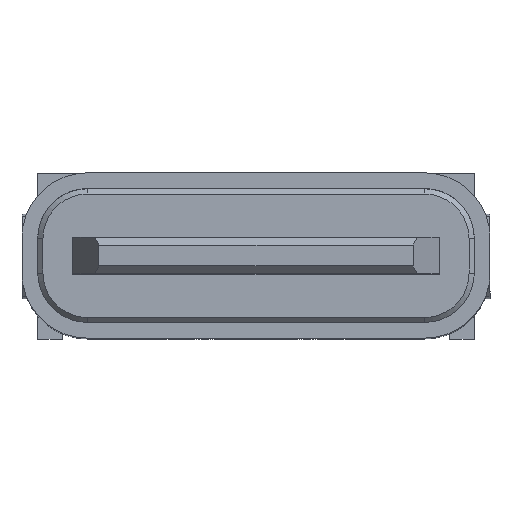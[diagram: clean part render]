
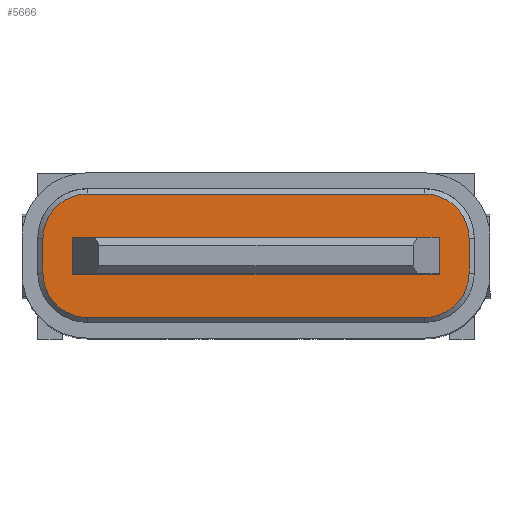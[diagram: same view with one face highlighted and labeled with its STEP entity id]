
A CAD part, top view. The second image highlights one B-rep face of the part: STEP entity #5666.
In plain terms, the highlighted planar face has unit normal (0, 0, 1).
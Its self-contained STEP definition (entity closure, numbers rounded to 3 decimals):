
#452 = VERTEX_POINT ( 'NONE', #14369 ) ;
#582 = ORIENTED_EDGE ( 'NONE', *, *, #14765, .T. ) ;
#628 = ORIENTED_EDGE ( 'NONE', *, *, #18829, .F. ) ;
#926 = VERTEX_POINT ( 'NONE', #16024 ) ;
#992 = CARTESIAN_POINT ( 'NONE',  ( 3.22, 1.18, 1.775 ) ) ;
#1220 = EDGE_LOOP ( 'NONE', ( #628, #8718, #19696, #1523 ) ) ;
#1523 = ORIENTED_EDGE ( 'NONE', *, *, #15740, .F. ) ;
#2149 = DIRECTION ( 'NONE',  ( 0., 0., 1. ) ) ;
#2173 = CARTESIAN_POINT ( 'NONE',  ( 3.5, -0.35, 1.775 ) ) ;
#2434 = VECTOR ( 'NONE', #12779, 1000. ) ;
#2461 = EDGE_LOOP ( 'NONE', ( #5858, #9438, #3003, #13384, #19131, #16614, #582, #8095 ) ) ;
#3003 = ORIENTED_EDGE ( 'NONE', *, *, #17263, .T. ) ;
#3217 = CIRCLE ( 'NONE', #15121, 0.85 ) ;
#3517 = CARTESIAN_POINT ( 'NONE',  ( 4.07, -0.33, 1.775 ) ) ;
#3770 = CARTESIAN_POINT ( 'NONE',  ( 3.5, 0.35, 1.775 ) ) ;
#3892 = VECTOR ( 'NONE', #20642, 1000. ) ;
#4059 = CARTESIAN_POINT ( 'NONE',  ( -3.5, 0.35, 1.775 ) ) ;
#4299 = CARTESIAN_POINT ( 'NONE',  ( -4.07, -0.33, 1.775 ) ) ;
#4550 = AXIS2_PLACEMENT_3D ( 'NONE', #20005, #20109, #11520 ) ;
#4965 = DIRECTION ( 'NONE',  ( -1., 0., 0. ) ) ;
#5428 = DIRECTION ( 'NONE',  ( 0., 0., 1. ) ) ;
#5503 = CARTESIAN_POINT ( 'NONE',  ( -3.22, -0.33, 1.775 ) ) ;
#5666 = ADVANCED_FACE ( 'NONE', ( #15046, #18237 ), #21449, .T. ) ;
#5765 = VERTEX_POINT ( 'NONE', #18459 ) ;
#5858 = ORIENTED_EDGE ( 'NONE', *, *, #11044, .T. ) ;
#6099 = CARTESIAN_POINT ( 'NONE',  ( 3.5, 0.35, 1.775 ) ) ;
#6432 = EDGE_CURVE ( 'NONE', #9863, #19071, #14426, .T. ) ;
#6633 = VERTEX_POINT ( 'NONE', #12218 ) ;
#6652 = EDGE_CURVE ( 'NONE', #19586, #7616, #9107, .T. ) ;
#7078 = DIRECTION ( 'NONE',  ( -1., 0., 0. ) ) ;
#7143 = VERTEX_POINT ( 'NONE', #16503 ) ;
#7170 = EDGE_CURVE ( 'NONE', #452, #13246, #11945, .T. ) ;
#7616 = VERTEX_POINT ( 'NONE', #14186 ) ;
#7702 = EDGE_CURVE ( 'NONE', #19071, #17485, #15820, .T. ) ;
#7767 = CARTESIAN_POINT ( 'NONE',  ( 3.22, -0.33, 1.775 ) ) ;
#8031 = CARTESIAN_POINT ( 'NONE',  ( -3.22, 1.18, 1.775 ) ) ;
#8095 = ORIENTED_EDGE ( 'NONE', *, *, #16803, .T. ) ;
#8507 = VECTOR ( 'NONE', #14393, 1000. ) ;
#8718 = ORIENTED_EDGE ( 'NONE', *, *, #7702, .F. ) ;
#8720 = CARTESIAN_POINT ( 'NONE',  ( -4.07, -0.33, 1.775 ) ) ;
#8766 = CARTESIAN_POINT ( 'NONE',  ( 3.5, 0.35, 1.775 ) ) ;
#9107 = CIRCLE ( 'NONE', #4550, 0.85 ) ;
#9438 = ORIENTED_EDGE ( 'NONE', *, *, #13067, .T. ) ;
#9863 = VERTEX_POINT ( 'NONE', #11927 ) ;
#9925 = LINE ( 'NONE', #8031, #15297 ) ;
#10230 = DIRECTION ( 'NONE',  ( 0., 1., 0. ) ) ;
#10760 = DIRECTION ( 'NONE',  ( 0., -1., 0. ) ) ;
#11044 = EDGE_CURVE ( 'NONE', #18481, #7143, #9925, .T. ) ;
#11261 = AXIS2_PLACEMENT_3D ( 'NONE', #16946, #2149, #20503 ) ;
#11358 = DIRECTION ( 'NONE',  ( 0., 0., 1. ) ) ;
#11520 = DIRECTION ( 'NONE',  ( -1., 0., 0. ) ) ;
#11846 = LINE ( 'NONE', #3517, #20689 ) ;
#11896 = DIRECTION ( 'NONE',  ( -1., 0., 0. ) ) ;
#11927 = CARTESIAN_POINT ( 'NONE',  ( 3.5, -0.35, 1.775 ) ) ;
#11945 = CIRCLE ( 'NONE', #16834, 0.85 ) ;
#12218 = CARTESIAN_POINT ( 'NONE',  ( -3.5, -0.35, 1.775 ) ) ;
#12730 = EDGE_CURVE ( 'NONE', #7616, #452, #20532, .T. ) ;
#12779 = DIRECTION ( 'NONE',  ( 0., 1., 0. ) ) ;
#12858 = LINE ( 'NONE', #4299, #8507 ) ;
#13067 = EDGE_CURVE ( 'NONE', #7143, #926, #3217, .T. ) ;
#13115 = DIRECTION ( 'NONE',  ( -1., 0., 0. ) ) ;
#13246 = VERTEX_POINT ( 'NONE', #16243 ) ;
#13384 = ORIENTED_EDGE ( 'NONE', *, *, #6652, .T. ) ;
#14186 = CARTESIAN_POINT ( 'NONE',  ( -3.22, -1.18, 1.775 ) ) ;
#14369 = CARTESIAN_POINT ( 'NONE',  ( 3.22, -1.18, 1.775 ) ) ;
#14393 = DIRECTION ( 'NONE',  ( 0., -1., 0. ) ) ;
#14426 = LINE ( 'NONE', #6099, #2434 ) ;
#14765 = EDGE_CURVE ( 'NONE', #13246, #5765, #11846, .T. ) ;
#15046 = FACE_OUTER_BOUND ( 'NONE', #2461, .T. ) ;
#15121 = AXIS2_PLACEMENT_3D ( 'NONE', #17044, #5428, #11896 ) ;
#15123 = LINE ( 'NONE', #2173, #15744 ) ;
#15297 = VECTOR ( 'NONE', #4965, 1000. ) ;
#15740 = EDGE_CURVE ( 'NONE', #6633, #9863, #15123, .T. ) ;
#15744 = VECTOR ( 'NONE', #18846, 1000. ) ;
#15820 = LINE ( 'NONE', #3770, #21110 ) ;
#16024 = CARTESIAN_POINT ( 'NONE',  ( -4.07, 0.33, 1.775 ) ) ;
#16243 = CARTESIAN_POINT ( 'NONE',  ( 4.07, -0.33, 1.775 ) ) ;
#16503 = CARTESIAN_POINT ( 'NONE',  ( -3.22, 1.18, 1.775 ) ) ;
#16614 = ORIENTED_EDGE ( 'NONE', *, *, #7170, .T. ) ;
#16763 = AXIS2_PLACEMENT_3D ( 'NONE', #5503, #18677, #17113 ) ;
#16803 = EDGE_CURVE ( 'NONE', #5765, #18481, #17908, .T. ) ;
#16834 = AXIS2_PLACEMENT_3D ( 'NONE', #7767, #11358, #13115 ) ;
#16946 = CARTESIAN_POINT ( 'NONE',  ( 3.22, 0.33, 1.775 ) ) ;
#17044 = CARTESIAN_POINT ( 'NONE',  ( -3.22, 0.33, 1.775 ) ) ;
#17113 = DIRECTION ( 'NONE',  ( -1., 0., 0. ) ) ;
#17263 = EDGE_CURVE ( 'NONE', #926, #19586, #12858, .T. ) ;
#17309 = CARTESIAN_POINT ( 'NONE',  ( 3.22, -1.18, 1.775 ) ) ;
#17434 = CARTESIAN_POINT ( 'NONE',  ( -3.5, 0.35, 1.775 ) ) ;
#17485 = VERTEX_POINT ( 'NONE', #17434 ) ;
#17908 = CIRCLE ( 'NONE', #11261, 0.85 ) ;
#18237 = FACE_BOUND ( 'NONE', #1220, .T. ) ;
#18459 = CARTESIAN_POINT ( 'NONE',  ( 4.07, 0.33, 1.775 ) ) ;
#18481 = VERTEX_POINT ( 'NONE', #992 ) ;
#18677 = DIRECTION ( 'NONE',  ( 0., 0., 1. ) ) ;
#18829 = EDGE_CURVE ( 'NONE', #17485, #6633, #19100, .T. ) ;
#18846 = DIRECTION ( 'NONE',  ( 1., 0., 0. ) ) ;
#19071 = VERTEX_POINT ( 'NONE', #8766 ) ;
#19100 = LINE ( 'NONE', #4059, #19458 ) ;
#19131 = ORIENTED_EDGE ( 'NONE', *, *, #12730, .T. ) ;
#19458 = VECTOR ( 'NONE', #10760, 1000. ) ;
#19586 = VERTEX_POINT ( 'NONE', #8720 ) ;
#19696 = ORIENTED_EDGE ( 'NONE', *, *, #6432, .F. ) ;
#20005 = CARTESIAN_POINT ( 'NONE',  ( -3.22, -0.33, 1.775 ) ) ;
#20109 = DIRECTION ( 'NONE',  ( 0., 0., 1. ) ) ;
#20503 = DIRECTION ( 'NONE',  ( -1., 0., 0. ) ) ;
#20532 = LINE ( 'NONE', #17309, #3892 ) ;
#20642 = DIRECTION ( 'NONE',  ( 1., 0., 0. ) ) ;
#20689 = VECTOR ( 'NONE', #10230, 1000. ) ;
#21110 = VECTOR ( 'NONE', #7078, 1000. ) ;
#21449 = PLANE ( 'NONE',  #16763 ) ;
